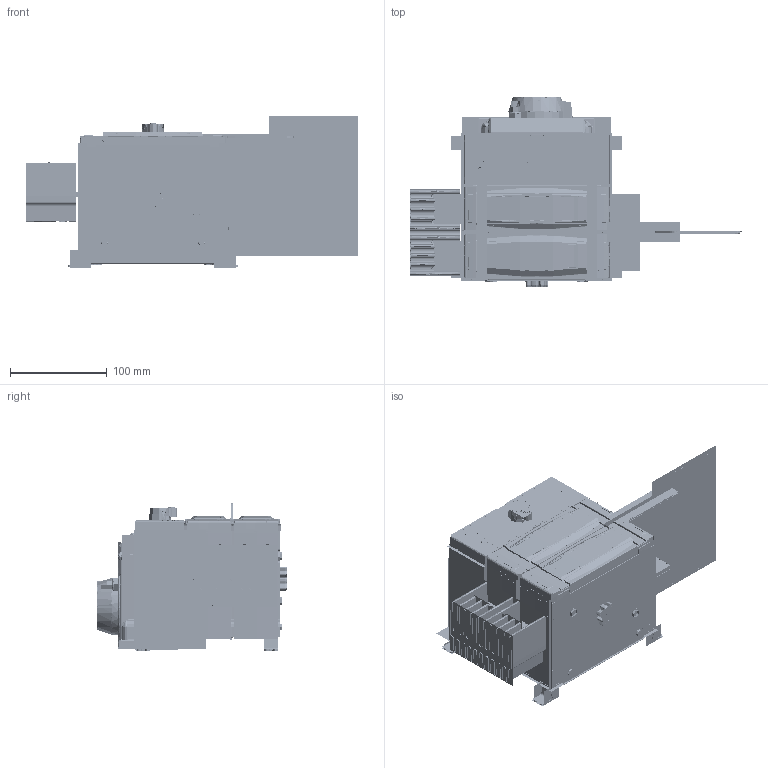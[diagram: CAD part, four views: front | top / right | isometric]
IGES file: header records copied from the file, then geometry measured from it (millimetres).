
Start section:  PTC IGES file: OTDC250...400UFS_20S.igs
Global section: file name: OTDC250...400UFS_20S.igs; native system: Creo Parametric by PTC Inc.; preprocessor: 2019164; author: FIANNOR1; organization: Unknown; date: 20200603.174320; units: millimetre
Bounding box: 342.76 x 196.81 x 156.12 mm (x, y, z)
Surface area: 1356069.7 mm2 (no closed solid volume)
Topology: 0 solids, 0 shells, 12878 faces, 182487 edges, 237416 vertices
Faces by surface type: bspline 8078, revolution 4290, extrusion 510
